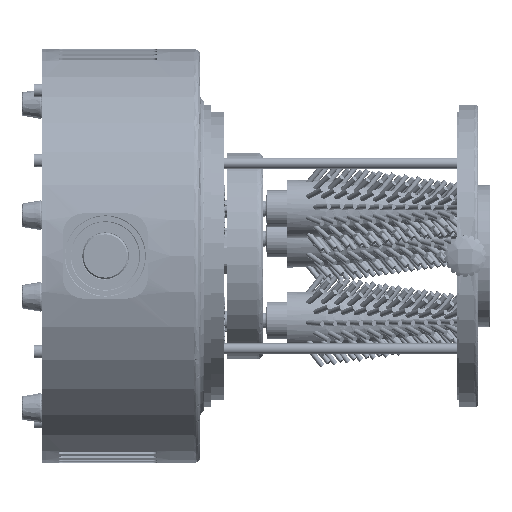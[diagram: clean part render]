
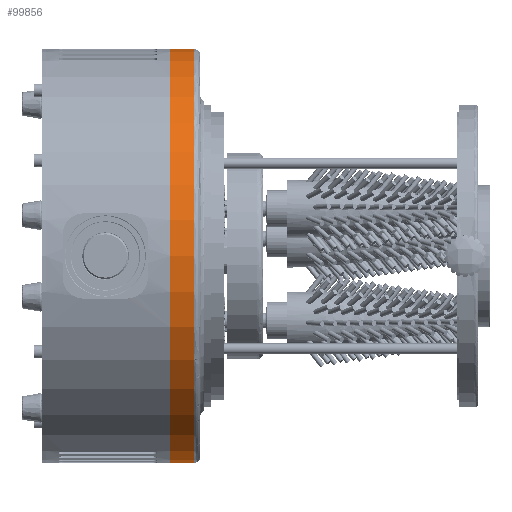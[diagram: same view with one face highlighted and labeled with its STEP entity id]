
A CAD part, front view. The second image highlights one B-rep face of the part: STEP entity #99856.
In plain terms, the highlighted cylindrical face has radius 158 mm (diameter 316 mm), a partial arc.
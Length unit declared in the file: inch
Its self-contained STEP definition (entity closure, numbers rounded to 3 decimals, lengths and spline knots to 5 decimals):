
#2827 = VERTEX_POINT ( 'NONE', #136477 ) ;
#4879 = DIRECTION ( 'NONE',  ( 0., 0., 1. ) ) ;
#8916 = EDGE_CURVE ( 'NONE', #61324, #39340, #122734, .T. ) ;
#19697 = ORIENTED_EDGE ( 'NONE', *, *, #53686, .F. ) ;
#20549 = DIRECTION ( 'NONE',  ( 0., 0., 1. ) ) ;
#20658 = AXIS2_PLACEMENT_3D ( 'NONE', #102266, #65984, #78325 ) ;
#20660 = LINE ( 'NONE', #46966, #87925 ) ;
#22292 = DIRECTION ( 'NONE',  ( -1., 0., 0. ) ) ;
#23327 = DIRECTION ( 'NONE',  ( -1., 0., 0. ) ) ;
#23779 = VECTOR ( 'NONE', #125976, 39.37008 ) ;
#27711 = VERTEX_POINT ( 'NONE', #145528 ) ;
#29605 = CARTESIAN_POINT ( 'NONE',  ( 3.85827, 9.1013, 15.46916 ) ) ;
#35842 = AXIS2_PLACEMENT_3D ( 'NONE', #148465, #23327, #73526 ) ;
#39340 = VERTEX_POINT ( 'NONE', #162098 ) ;
#43746 = EDGE_CURVE ( 'NONE', #78162, #61324, #99518, .T. ) ;
#46851 = CARTESIAN_POINT ( 'NONE',  ( 3.62205, 9.1013, 15.46916 ) ) ;
#46966 = CARTESIAN_POINT ( 'NONE',  ( 3.62205, 9.1013, 9.24869 ) ) ;
#47665 = DIRECTION ( 'NONE',  ( -1., 0., 0. ) ) ;
#53686 = EDGE_CURVE ( 'NONE', #27711, #2827, #20660, .T. ) ;
#61324 = VERTEX_POINT ( 'NONE', #96439 ) ;
#65045 = CIRCLE ( 'NONE', #115046, 6.22047 ) ;
#65984 = DIRECTION ( 'NONE',  ( -1., 0., 0. ) ) ;
#73526 = DIRECTION ( 'NONE',  ( 0., 0., 1. ) ) ;
#78162 = VERTEX_POINT ( 'NONE', #99101 ) ;
#78325 = DIRECTION ( 'NONE',  ( 0., 0., 1. ) ) ;
#81977 = EDGE_CURVE ( 'NONE', #39340, #2827, #65045, .T. ) ;
#87925 = VECTOR ( 'NONE', #22292, 39.37008 ) ;
#96439 = CARTESIAN_POINT ( 'NONE',  ( 4.56693, 9.1013, 21.68963 ) ) ;
#99101 = CARTESIAN_POINT ( 'NONE',  ( 4.56693, 3.71421, 12.35892 ) ) ;
#99518 = CIRCLE ( 'NONE', #20658, 6.22047 ) ;
#99856 = ADVANCED_FACE ( 'NONE', ( #144035 ), #108675, .T. ) ;
#102266 = CARTESIAN_POINT ( 'NONE',  ( 4.56693, 9.1013, 15.46916 ) ) ;
#105073 = EDGE_CURVE ( 'NONE', #27711, #78162, #143589, .T. ) ;
#108675 = CYLINDRICAL_SURFACE ( 'NONE', #121244, 6.22047 ) ;
#115046 = AXIS2_PLACEMENT_3D ( 'NONE', #29605, #139976, #4879 ) ;
#121244 = AXIS2_PLACEMENT_3D ( 'NONE', #46851, #47665, #20549 ) ;
#122734 = LINE ( 'NONE', #149899, #23779 ) ;
#125976 = DIRECTION ( 'NONE',  ( -1., 0., 0. ) ) ;
#136477 = CARTESIAN_POINT ( 'NONE',  ( 3.85827, 9.1013, 9.24869 ) ) ;
#139976 = DIRECTION ( 'NONE',  ( 1., 0., 0. ) ) ;
#140096 = ORIENTED_EDGE ( 'NONE', *, *, #105073, .T. ) ;
#143589 = CIRCLE ( 'NONE', #35842, 6.22047 ) ;
#144035 = FACE_OUTER_BOUND ( 'NONE', #152380, .T. ) ;
#145528 = CARTESIAN_POINT ( 'NONE',  ( 4.56693, 9.1013, 9.24869 ) ) ;
#148465 = CARTESIAN_POINT ( 'NONE',  ( 4.56693, 9.1013, 15.46916 ) ) ;
#149899 = CARTESIAN_POINT ( 'NONE',  ( 3.62205, 9.1013, 21.68963 ) ) ;
#152380 = EDGE_LOOP ( 'NONE', ( #19697, #140096, #158932, #153990, #154455 ) ) ;
#153990 = ORIENTED_EDGE ( 'NONE', *, *, #8916, .T. ) ;
#154455 = ORIENTED_EDGE ( 'NONE', *, *, #81977, .T. ) ;
#158932 = ORIENTED_EDGE ( 'NONE', *, *, #43746, .T. ) ;
#162098 = CARTESIAN_POINT ( 'NONE',  ( 3.85827, 9.1013, 21.68963 ) ) ;
